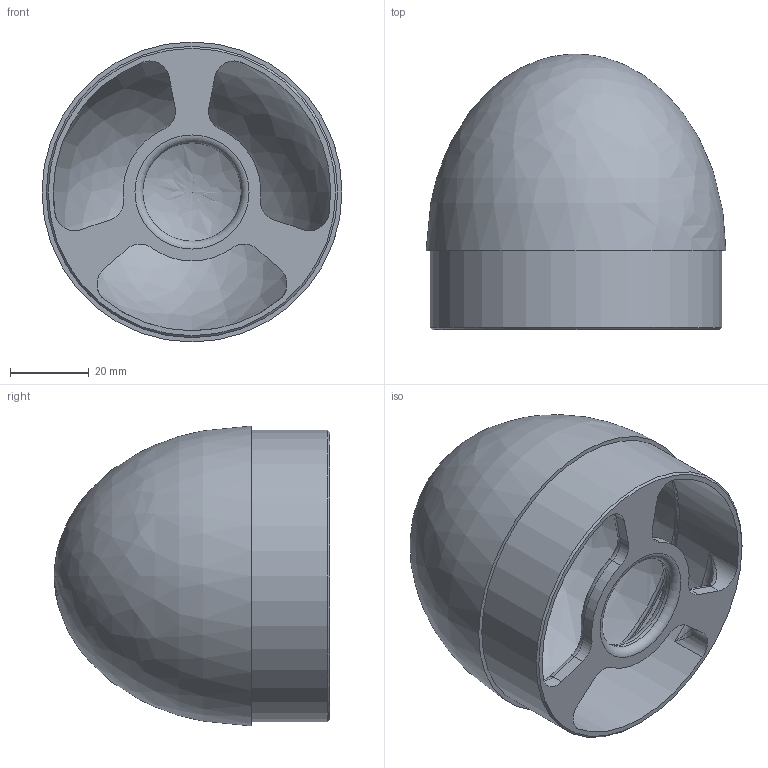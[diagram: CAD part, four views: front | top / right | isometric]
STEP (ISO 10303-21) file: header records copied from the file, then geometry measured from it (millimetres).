
FILE_DESCRIPTION(/* description */ (''),/* implementation_level */ '2;1');
FILE_NAME(/* name */ 'NoseCone v9.step',/* time_stamp */ '2023-09-28T23:10:25-04:00',/* author */ (''),/* organization */ (''),/* preprocessor_version */ 'ST-DEVELOPER v20',/* originating_system */ 'Autodesk Translation Framework v12.14.0.127',/* authorisation */ '');
FILE_SCHEMA (('AUTOMOTIVE_DESIGN { 1 0 10303 214 3 1 1 }'));
Length unit declared in the file: millimetre
Products named in the file (1): NoseCone
Bounding box: 76.2 x 70 x 76.2 mm (x, y, z)
Volume: 32475.6 mm3; surface area: 33835.1 mm2
Topology: 1 solids, 1 shells, 62 faces, 162 edges, 96 vertices
Faces by surface type: cylinder 24, torus 19, bspline 9, plane 9, cone 1
Full cylindrical faces by diameter (mm): 25 x1, 70.5 x1, 74 x1
Entity records: 2658 total; most frequent: CARTESIAN_POINT 1109, DIRECTION 336, ORIENTED_EDGE 312, EDGE_CURVE 156, AXIS2_PLACEMENT_3D 145, VERTEX_POINT 96, CIRCLE 90, EDGE_LOOP 68
